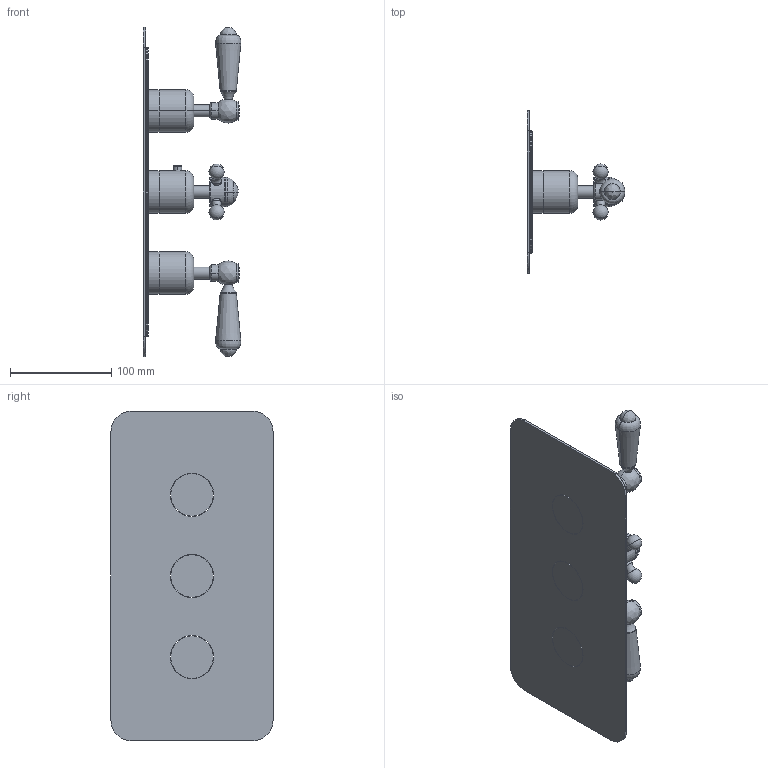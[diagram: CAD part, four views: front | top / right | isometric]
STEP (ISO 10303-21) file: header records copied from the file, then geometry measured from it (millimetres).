
FILE_DESCRIPTION((''),'2;1');
FILE_NAME('85693_ASM','2018-08-09T',('MQ'),(''),'PRO/ENGINEER BY PARAMETRIC TECHNOLOGY CORPORATION, 2012130','PRO/ENGINEER BY PARAMETRIC TECHNOLOGY CORPORATION, 2012130','');
FILE_SCHEMA(('CONFIG_CONTROL_DESIGN'));
Length unit declared in the file: millimetre
Products named in the file (5): 85693; 85-; 98; YIZHI-NEW-3NEW; 85693_ASM
Assembly tree (6 placements, depth 2):
  85693_ASM
    85693
    85-
    98  x2
    YIZHI-NEW-3NEW  x2
Bounding box: 96.5 x 160 x 325 mm (x, y, z)
Volume: 485188.1 mm3; surface area: 148873.8 mm2
Topology: 6 solids, 6 shells, 201 faces, 431 edges, 249 vertices
Faces by surface type: cylinder 74, torus 60, plane 37, bspline 12, sphere 10, cone 4, revolution 4
Entity records: 4620 total; most frequent: CARTESIAN_POINT 1041, DIRECTION 845, ORIENTED_EDGE 648, AXIS2_PLACEMENT_3D 378, EDGE_CURVE 324, CIRCLE 221, VERTEX_POINT 194, EDGE_LOOP 176
